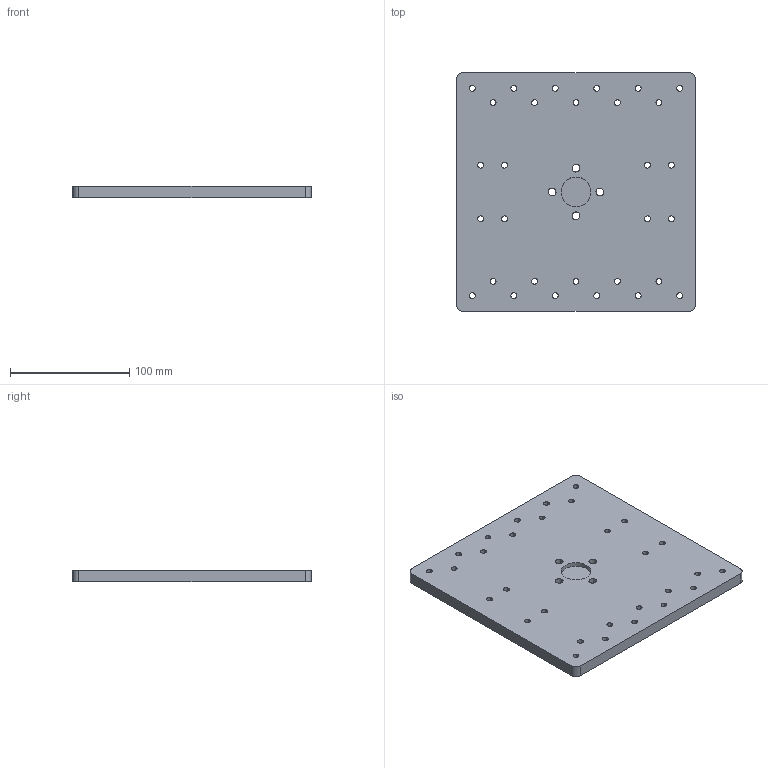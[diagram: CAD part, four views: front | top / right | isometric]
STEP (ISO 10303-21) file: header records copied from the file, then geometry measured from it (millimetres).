
FILE_DESCRIPTION(('CATIA V5 STEP Exchange'),'2;1');
FILE_NAME('GPloca.stp','2024-05-03T12:09:33+00:00',('none'),('none'),'CATIA Version 5 Release 21 SP 6 (IN-10)','CATIA V5 STEP AP203','none');
FILE_SCHEMA(('CONFIG_CONTROL_DESIGN'));
Length unit declared in the file: millimetre
Products named in the file (1): Gornja_ploca
Bounding box: 200 x 200 x 10 mm (x, y, z)
Volume: 389876.5 mm3; surface area: 92123.5 mm2
Topology: 1 solids, 1 shells, 89 faces, 250 edges, 164 vertices
Faces by surface type: cylinder 74, cone 8, plane 7
Entity records: 2786 total; most frequent: ORIENTED_EDGE 500, CARTESIAN_POINT 466, DIRECTION 352, EDGE_CURVE 250, AXIS2_PLACEMENT_3D 208, VERTEX_POINT 164, EDGE_LOOP 158, CIRCLE 156
